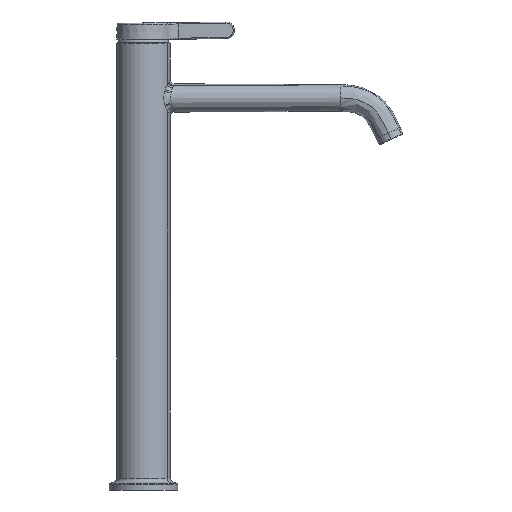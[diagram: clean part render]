
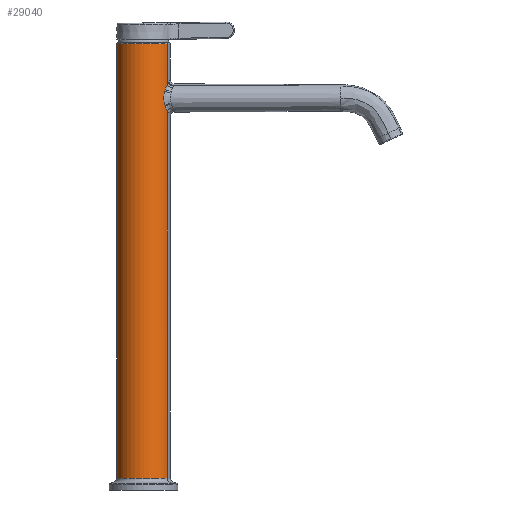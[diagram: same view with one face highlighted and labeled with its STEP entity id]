
A CAD part, front view. The second image highlights one B-rep face of the part: STEP entity #29040.
In plain terms, the highlighted cylindrical face has radius 19.45 mm (diameter 38.9 mm), a partial arc.
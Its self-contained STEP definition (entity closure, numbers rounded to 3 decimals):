
#28847=CARTESIAN_POINT('Axis2P3D Location',(0.,0.,162.5)) ;
#28852=CARTESIAN_POINT('Line Origine',(17.069,-9.325,165.76)) ;
#28856=CARTESIAN_POINT('Vertex',(17.069,-9.325,324.5)) ;
#28858=CARTESIAN_POINT('Vertex',(17.069,-9.325,294.428)) ;
#28933=CARTESIAN_POINT('Vertex',(17.069,-9.325,275.572)) ;
#28936=CARTESIAN_POINT('Line Origine',(17.069,-9.325,165.76)) ;
#28940=CARTESIAN_POINT('Vertex',(17.069,-9.325,8.621)) ;
#28947=CARTESIAN_POINT('Vertex',(-17.069,9.325,8.621)) ;
#28950=CARTESIAN_POINT('Line Origine',(-17.069,9.325,165.76)) ;
#28954=CARTESIAN_POINT('Vertex',(-17.069,9.325,324.5)) ;
#28978=CARTESIAN_POINT('Axis2P3D Location',(0.,0.,8.621)) ;
#28984=CARTESIAN_POINT('Control Point',(15.666,-11.527,278.892)) ;
#28985=CARTESIAN_POINT('Control Point',(16.079,-10.966,277.666)) ;
#28986=CARTESIAN_POINT('Control Point',(16.576,-10.227,276.546)) ;
#28987=CARTESIAN_POINT('Control Point',(17.069,-9.325,275.572)) ;
#28988=CARTESIAN_POINT('Vertex',(15.666,-11.527,278.892)) ;
#28992=CARTESIAN_POINT('Control Point',(15.479,-11.777,279.477)) ;
#28993=CARTESIAN_POINT('Control Point',(15.539,-11.698,279.28)) ;
#28994=CARTESIAN_POINT('Control Point',(15.602,-11.615,279.085)) ;
#28995=CARTESIAN_POINT('Control Point',(15.666,-11.527,278.892)) ;
#28996=CARTESIAN_POINT('Vertex',(15.479,-11.777,279.477)) ;
#29000=CARTESIAN_POINT('Control Point',(15.256,-12.065,289.737)) ;
#29001=CARTESIAN_POINT('Control Point',(14.742,-12.715,287.781)) ;
#29002=CARTESIAN_POINT('Control Point',(14.438,-13.022,285.658)) ;
#29003=CARTESIAN_POINT('Control Point',(14.501,-12.961,283.459)) ;
#29004=CARTESIAN_POINT('Control Point',(14.9,-12.538,281.374)) ;
#29005=CARTESIAN_POINT('Control Point',(15.479,-11.777,279.477)) ;
#29006=CARTESIAN_POINT('Vertex',(15.256,-12.065,289.737)) ;
#29010=CARTESIAN_POINT('Control Point',(15.256,-12.065,289.737)) ;
#29011=CARTESIAN_POINT('Control Point',(15.379,-11.909,290.206)) ;
#29012=CARTESIAN_POINT('Control Point',(15.517,-11.729,290.664)) ;
#29013=CARTESIAN_POINT('Control Point',(15.666,-11.527,291.108)) ;
#29014=CARTESIAN_POINT('Vertex',(15.666,-11.527,291.108)) ;
#29018=CARTESIAN_POINT('Control Point',(15.666,-11.527,291.108)) ;
#29019=CARTESIAN_POINT('Control Point',(16.079,-10.966,292.333)) ;
#29020=CARTESIAN_POINT('Control Point',(16.576,-10.228,293.454)) ;
#29021=CARTESIAN_POINT('Control Point',(17.069,-9.325,294.428)) ;
#29023=CARTESIAN_POINT('Axis2P3D Location',(0.,0.,324.5)) ;
#28854=VECTOR('Line Direction',#28853,1.) ;
#28938=VECTOR('Line Direction',#28937,1.) ;
#28952=VECTOR('Line Direction',#28951,1.) ;
#28848=DIRECTION('Axis2P3D Direction',(0.,0.,-1.)) ;
#28849=DIRECTION('Axis2P3D XDirection',(-0.878,0.479,-0.)) ;
#28853=DIRECTION('Vector Direction',(0.,0.,-1.)) ;
#28937=DIRECTION('Vector Direction',(0.,0.,-1.)) ;
#28951=DIRECTION('Vector Direction',(0.,0.,-1.)) ;
#28979=DIRECTION('Axis2P3D Direction',(0.,0.,-1.)) ;
#29024=DIRECTION('Axis2P3D Direction',(0.,0.,-1.)) ;
#28850=AXIS2_PLACEMENT_3D('Cylinder Axis2P3D',#28847,#28848,#28849) ;
#28980=AXIS2_PLACEMENT_3D('Circle Axis2P3D',#28978,#28979,$) ;
#29025=AXIS2_PLACEMENT_3D('Circle Axis2P3D',#29023,#29024,$) ;
#28855=LINE('Line',#28852,#28854) ;
#28939=LINE('Line',#28936,#28938) ;
#28953=LINE('Line',#28950,#28952) ;
#28981=CIRCLE('generated circle',#28980,19.45) ;
#29026=CIRCLE('generated circle',#29025,19.45) ;
#28851=CYLINDRICAL_SURFACE('generated cylinder',#28850,19.45) ;
#28860=EDGE_CURVE('',#28857,#28859,#28855,.T.) ;
#28942=EDGE_CURVE('',#28934,#28941,#28939,.T.) ;
#28956=EDGE_CURVE('',#28955,#28948,#28953,.T.) ;
#28982=EDGE_CURVE('',#28948,#28941,#28981,.F.) ;
#28990=EDGE_CURVE('',#28989,#28934,#28983,.T.) ;
#28998=EDGE_CURVE('',#28997,#28989,#28991,.T.) ;
#29008=EDGE_CURVE('',#29007,#28997,#28999,.T.) ;
#29016=EDGE_CURVE('',#29007,#29015,#29009,.T.) ;
#29022=EDGE_CURVE('',#29015,#28859,#29017,.T.) ;
#29027=EDGE_CURVE('',#28857,#28955,#29026,.T.) ;
#29029=ORIENTED_EDGE('',*,*,#28956,.T.) ;
#29030=ORIENTED_EDGE('',*,*,#28982,.T.) ;
#29031=ORIENTED_EDGE('',*,*,#28942,.F.) ;
#29032=ORIENTED_EDGE('',*,*,#28990,.F.) ;
#29033=ORIENTED_EDGE('',*,*,#28998,.F.) ;
#29034=ORIENTED_EDGE('',*,*,#29008,.F.) ;
#29035=ORIENTED_EDGE('',*,*,#29016,.T.) ;
#29036=ORIENTED_EDGE('',*,*,#29022,.T.) ;
#29037=ORIENTED_EDGE('',*,*,#28860,.F.) ;
#29038=ORIENTED_EDGE('',*,*,#29027,.T.) ;
#29028=EDGE_LOOP('',(#29029,#29030,#29031,#29032,#29033,#29034,#29035,#29036,#29037,#29038)) ;
#28857=VERTEX_POINT('',#28856) ;
#28859=VERTEX_POINT('',#28858) ;
#28934=VERTEX_POINT('',#28933) ;
#28941=VERTEX_POINT('',#28940) ;
#28948=VERTEX_POINT('',#28947) ;
#28955=VERTEX_POINT('',#28954) ;
#28989=VERTEX_POINT('',#28988) ;
#28997=VERTEX_POINT('',#28996) ;
#29007=VERTEX_POINT('',#29006) ;
#29015=VERTEX_POINT('',#29014) ;
#29040=ADVANCED_FACE('PartBody',(#29039),#28851,.T.) ;
#28983=B_SPLINE_CURVE_WITH_KNOTS('',3,(#28984,#28985,#28986,#28987),.UNSPECIFIED.,.F.,.U.,(4,4),(0.,5.595),.UNSPECIFIED.) ;
#28991=B_SPLINE_CURVE_WITH_KNOTS('',3,(#28992,#28993,#28994,#28995),.UNSPECIFIED.,.F.,.U.,(4,4),(0.,0.877),.UNSPECIFIED.) ;
#28999=B_SPLINE_CURVE_WITH_KNOTS('',5,(#29000,#29001,#29002,#29003,#29004,#29005),.UNSPECIFIED.,.F.,.U.,(6,6),(0.,14.061),.UNSPECIFIED.) ;
#29009=B_SPLINE_CURVE_WITH_KNOTS('',3,(#29010,#29011,#29012,#29013),.UNSPECIFIED.,.F.,.U.,(4,4),(0.,2.022),.UNSPECIFIED.) ;
#29017=B_SPLINE_CURVE_WITH_KNOTS('',3,(#29018,#29019,#29020,#29021),.UNSPECIFIED.,.F.,.U.,(4,4),(0.,5.588),.UNSPECIFIED.) ;
#29039=FACE_OUTER_BOUND('',#29028,.T.) ;
